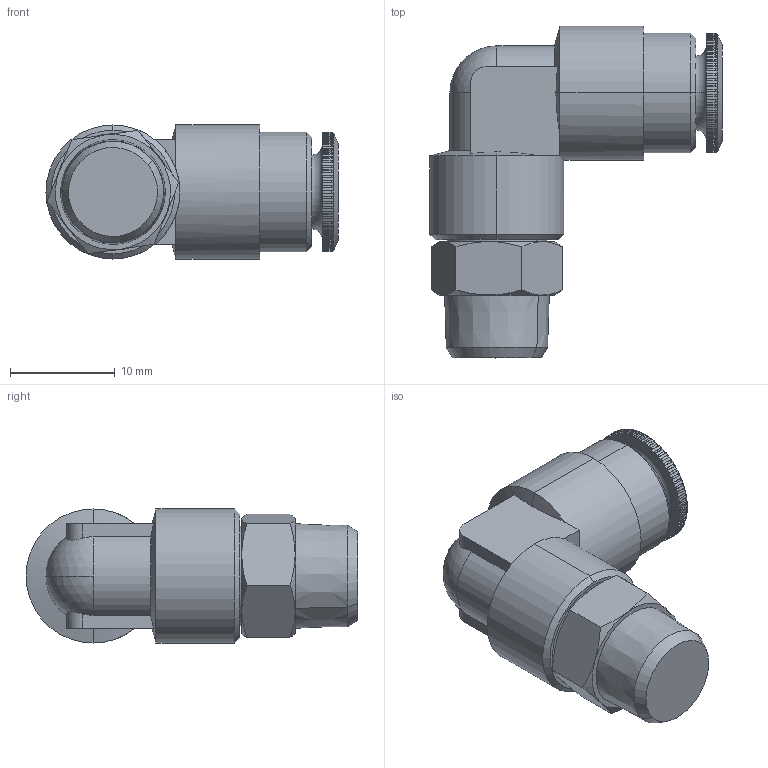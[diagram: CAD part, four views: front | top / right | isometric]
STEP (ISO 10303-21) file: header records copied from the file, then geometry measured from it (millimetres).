
FILE_DESCRIPTION (( 'STEP AP214' ), '1' );
FILE_NAME ('5811100007A.step', '2012-10-16T19:16:20', ( '' ), ( '' ), 'SwSTEP 2.0', 'SolidWorks 2012', '' );
FILE_SCHEMA (( 'AUTOMOTIVE_DESIGN' ));
Length unit declared in the file: millimetre
Products named in the file (1): 5811100007A
Bounding box: 27.9 x 31.7 x 12.8 mm (x, y, z)
Volume: 5166.5 mm3; surface area: 3167.5 mm2
Topology: 4 solids, 4 shells, 416 faces, 1144 edges, 741 vertices
Faces by surface type: plane 242, cylinder 102, cone 44, torus 26, sphere 2
Entity records: 18046 total; most frequent: CARTESIAN_POINT 3206, ORIENTED_EDGE 2284, DIRECTION 2019, EDGE_CURVE 1142, VERTEX_POINT 741, AXIS2_PLACEMENT_3D 720, LINE 579, VECTOR 579
